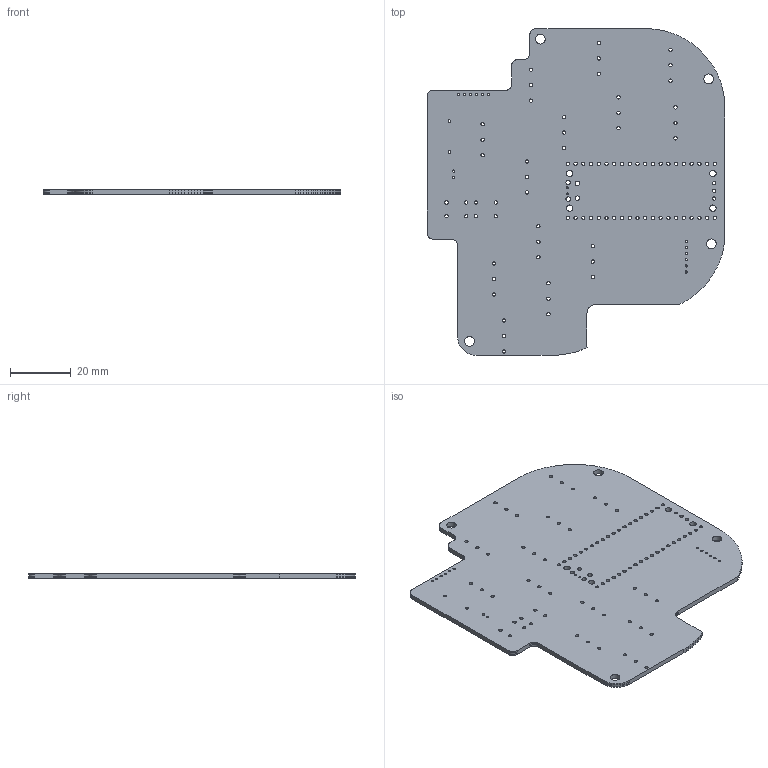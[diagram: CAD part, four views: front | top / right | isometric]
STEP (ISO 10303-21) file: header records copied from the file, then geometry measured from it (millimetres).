
FILE_DESCRIPTION(('KiCad electronic assembly'),'2;1');
FILE_NAME('Rana Tadpole With Legs PCB.step','2023-10-03T12:32:34',( 'Pcbnew'),('Kicad'),'Open CASCADE STEP processor 7.7', 'KiCad to STEP converter','Unknown');
FILE_SCHEMA(('AUTOMOTIVE_DESIGN { 1 0 10303 214 1 1 1 1 }'));
Length unit declared in the file: millimetre
Products named in the file (2): Rana Tadpole With Legs PCB 1; Mainboard-small-buttons PCB
Assembly tree (1 placements, depth 2):
  Rana Tadpole With Legs PCB 1
    Mainboard-small-buttons PCB
Bounding box: 97.83 x 107.21 x 1.58 mm (x, y, z)
Volume: 13143.4 mm3; surface area: 17927.4 mm2
Topology: 1 solids, 1 shells, 326 faces, 972 edges, 648 vertices
Faces by surface type: plane 206, cylinder 120
Full cylindrical faces by diameter (mm): 0.6 x2, 0.75 x14, 0.9 x2, 1.1 x90, 1.5 x4, 2.1 x4, 3.203 x4
Entity records: 24841 total; most frequent: CARTESIAN_POINT 5332, DIRECTION 3572, LINE 2436, VECTOR 2436, ORIENTED_EDGE 1944, PCURVE 1944, DEFINITIONAL_REPRESENTATION 1944, EDGE_CURVE 972
